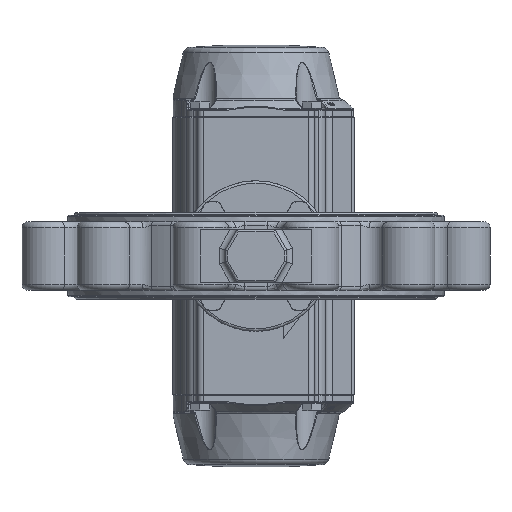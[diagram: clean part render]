
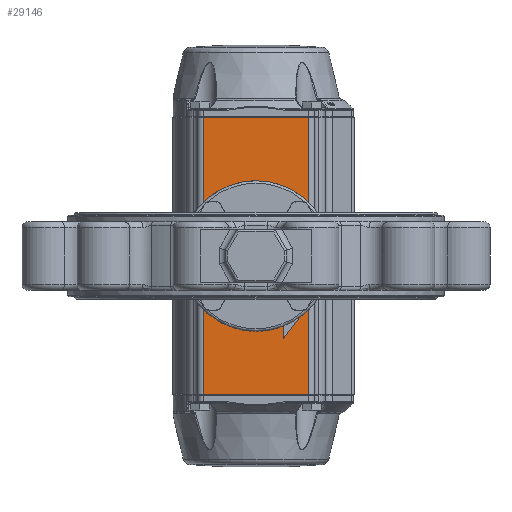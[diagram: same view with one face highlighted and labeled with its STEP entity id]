
A CAD part, front view. The second image highlights one B-rep face of the part: STEP entity #29146.
In plain terms, the highlighted planar face has unit normal (0, -1, 0).
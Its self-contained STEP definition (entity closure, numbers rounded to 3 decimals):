
#2131=CIRCLE('',#31464,3.4);
#2132=CIRCLE('',#31465,3.4);
#2133=CIRCLE('',#31466,3.4);
#2134=CIRCLE('',#31467,3.4);
#2135=CIRCLE('',#31468,4.25);
#2136=CIRCLE('',#31469,4.25);
#2137=CIRCLE('',#31470,4.25);
#2138=CIRCLE('',#31471,4.25);
#2139=CIRCLE('',#31472,27.5);
#3584=LINE('',#52128,#4896);
#3640=LINE('',#52313,#4952);
#3734=LINE('',#52583,#5046);
#3735=LINE('',#52586,#5047);
#4896=VECTOR('',#36066,1000.);
#4952=VECTOR('',#36256,1000.);
#5046=VECTOR('',#36540,1000.);
#5047=VECTOR('',#36545,1000.);
#9387=ORIENTED_EDGE('',*,*,#15047,.F.);
#9388=ORIENTED_EDGE('',*,*,#14913,.T.);
#9389=ORIENTED_EDGE('',*,*,#15049,.T.);
#9390=ORIENTED_EDGE('',*,*,#14821,.T.);
#9391=ORIENTED_EDGE('',*,*,#15050,.F.);
#9392=ORIENTED_EDGE('',*,*,#15051,.F.);
#9393=ORIENTED_EDGE('',*,*,#15052,.F.);
#9394=ORIENTED_EDGE('',*,*,#15053,.F.);
#9395=ORIENTED_EDGE('',*,*,#15054,.F.);
#9396=ORIENTED_EDGE('',*,*,#15055,.F.);
#9397=ORIENTED_EDGE('',*,*,#15056,.F.);
#9398=ORIENTED_EDGE('',*,*,#15057,.F.);
#9399=ORIENTED_EDGE('',*,*,#15058,.T.);
#14821=EDGE_CURVE('',#17971,#17974,#3584,.T.);
#14913=EDGE_CURVE('',#18037,#18036,#3640,.T.);
#15047=EDGE_CURVE('',#18037,#17974,#3734,.T.);
#15049=EDGE_CURVE('',#18036,#17971,#3735,.T.);
#15050=EDGE_CURVE('',#18118,#18118,#2131,.T.);
#15051=EDGE_CURVE('',#18119,#18119,#2132,.T.);
#15052=EDGE_CURVE('',#18120,#18120,#2133,.T.);
#15053=EDGE_CURVE('',#18121,#18121,#2134,.T.);
#15054=EDGE_CURVE('',#18122,#18122,#2135,.T.);
#15055=EDGE_CURVE('',#18123,#18123,#2136,.T.);
#15056=EDGE_CURVE('',#18124,#18124,#2137,.T.);
#15057=EDGE_CURVE('',#18125,#18125,#2138,.T.);
#15058=EDGE_CURVE('',#18126,#18126,#2139,.T.);
#17971=VERTEX_POINT('',#52122);
#17974=VERTEX_POINT('',#52127);
#18036=VERTEX_POINT('',#52312);
#18037=VERTEX_POINT('',#52314);
#18118=VERTEX_POINT('',#52588);
#18119=VERTEX_POINT('',#52590);
#18120=VERTEX_POINT('',#52592);
#18121=VERTEX_POINT('',#52594);
#18122=VERTEX_POINT('',#52596);
#18123=VERTEX_POINT('',#52598);
#18124=VERTEX_POINT('',#52600);
#18125=VERTEX_POINT('',#52602);
#18126=VERTEX_POINT('',#52604);
#21064=EDGE_LOOP('',(#9387,#9388,#9389,#9390));
#21065=EDGE_LOOP('',(#9391));
#21066=EDGE_LOOP('',(#9392));
#21067=EDGE_LOOP('',(#9393));
#21068=EDGE_LOOP('',(#9394));
#21069=EDGE_LOOP('',(#9395));
#21070=EDGE_LOOP('',(#9396));
#21071=EDGE_LOOP('',(#9397));
#21072=EDGE_LOOP('',(#9398));
#21073=EDGE_LOOP('',(#9399));
#23037=FACE_BOUND('',#21064,.T.);
#23038=FACE_BOUND('',#21065,.T.);
#23039=FACE_BOUND('',#21066,.T.);
#23040=FACE_BOUND('',#21067,.T.);
#23041=FACE_BOUND('',#21068,.T.);
#23042=FACE_BOUND('',#21069,.T.);
#23043=FACE_BOUND('',#21070,.T.);
#23044=FACE_BOUND('',#21071,.T.);
#23045=FACE_BOUND('',#21072,.T.);
#23046=FACE_BOUND('',#21073,.T.);
#24320=PLANE('',#31463);
#29146=ADVANCED_FACE('',(#23037,#23038,#23039,#23040,#23041,#23042,#23043,
#23044,#23045,#23046),#24320,.F.);
#31463=AXIS2_PLACEMENT_3D('',#52585,#36543,#36544);
#31464=AXIS2_PLACEMENT_3D('',#52587,#36546,#36547);
#31465=AXIS2_PLACEMENT_3D('',#52589,#36548,#36549);
#31466=AXIS2_PLACEMENT_3D('',#52591,#36550,#36551);
#31467=AXIS2_PLACEMENT_3D('',#52593,#36552,#36553);
#31468=AXIS2_PLACEMENT_3D('',#52595,#36554,#36555);
#31469=AXIS2_PLACEMENT_3D('',#52597,#36556,#36557);
#31470=AXIS2_PLACEMENT_3D('',#52599,#36558,#36559);
#31471=AXIS2_PLACEMENT_3D('',#52601,#36560,#36561);
#31472=AXIS2_PLACEMENT_3D('',#52603,#36562,#36563);
#36066=DIRECTION('',(1.,0.,0.));
#36256=DIRECTION('',(-1.,0.,0.));
#36540=DIRECTION('',(0.,0.,-1.));
#36543=DIRECTION('',(0.,1.,0.));
#36544=DIRECTION('',(0.,0.,1.));
#36545=DIRECTION('',(0.,0.,-1.));
#36546=DIRECTION('',(0.,-1.,0.));
#36547=DIRECTION('',(0.,0.,-1.));
#36548=DIRECTION('',(0.,-1.,0.));
#36549=DIRECTION('',(0.,0.,-1.));
#36550=DIRECTION('',(0.,-1.,0.));
#36551=DIRECTION('',(0.,0.,-1.));
#36552=DIRECTION('',(0.,-1.,0.));
#36553=DIRECTION('',(0.,0.,-1.));
#36554=DIRECTION('',(0.,-1.,0.));
#36555=DIRECTION('',(0.,0.,-1.));
#36556=DIRECTION('',(0.,-1.,0.));
#36557=DIRECTION('',(0.,0.,-1.));
#36558=DIRECTION('',(0.,-1.,0.));
#36559=DIRECTION('',(0.,0.,-1.));
#36560=DIRECTION('',(0.,-1.,0.));
#36561=DIRECTION('',(0.,0.,-1.));
#36562=DIRECTION('',(0.,1.,0.));
#36563=DIRECTION('',(0.,0.,1.));
#52122=CARTESIAN_POINT('',(-44.,-80.,-115.));
#52127=CARTESIAN_POINT('',(44.,-80.,-115.));
#52128=CARTESIAN_POINT('',(-44.,-80.,-115.));
#52312=CARTESIAN_POINT('',(-44.,-80.,115.));
#52313=CARTESIAN_POINT('',(-44.,-80.,115.));
#52314=CARTESIAN_POINT('',(44.,-80.,115.));
#52583=CARTESIAN_POINT('',(44.,-80.,115.5));
#52585=CARTESIAN_POINT('',(-44.,-80.,115.5));
#52586=CARTESIAN_POINT('',(-44.,-80.,115.5));
#52587=CARTESIAN_POINT('',(24.749,-80.,24.749));
#52588=CARTESIAN_POINT('',(24.749,-80.,21.349));
#52589=CARTESIAN_POINT('',(24.749,-80.,-24.749));
#52590=CARTESIAN_POINT('',(24.749,-80.,-28.149));
#52591=CARTESIAN_POINT('',(-24.749,-80.,-24.749));
#52592=CARTESIAN_POINT('',(-24.749,-80.,-28.149));
#52593=CARTESIAN_POINT('',(-24.749,-80.,24.749));
#52594=CARTESIAN_POINT('',(-24.749,-80.,21.349));
#52595=CARTESIAN_POINT('',(36.062,-80.,36.062));
#52596=CARTESIAN_POINT('',(36.062,-80.,31.812));
#52597=CARTESIAN_POINT('',(36.062,-80.,-36.062));
#52598=CARTESIAN_POINT('',(36.062,-80.,-40.312));
#52599=CARTESIAN_POINT('',(-36.062,-80.,-36.062));
#52600=CARTESIAN_POINT('',(-36.062,-80.,-40.312));
#52601=CARTESIAN_POINT('',(-36.062,-80.,36.062));
#52602=CARTESIAN_POINT('',(-36.062,-80.,31.812));
#52603=CARTESIAN_POINT('',(0.,-80.,0.));
#52604=CARTESIAN_POINT('',(0.,-80.,27.5));
